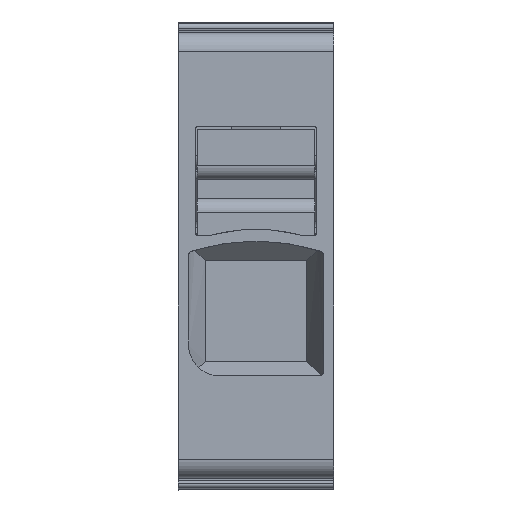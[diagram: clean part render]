
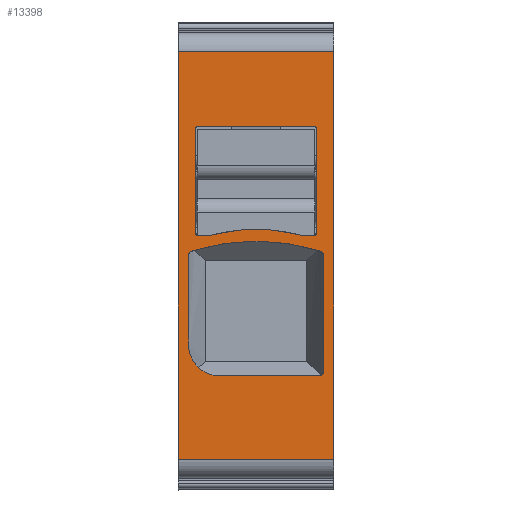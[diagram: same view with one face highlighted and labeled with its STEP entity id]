
A CAD part, top view. The second image highlights one B-rep face of the part: STEP entity #13398.
In plain terms, the highlighted planar face has unit normal (0, 0, 1).
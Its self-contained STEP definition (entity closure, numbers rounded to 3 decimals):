
#6244=AXIS2_PLACEMENT_3D('Circle Axis2P3D',#6242,#6243,$) ;
#10239=AXIS2_PLACEMENT_3D('Circle Axis2P3D',#10237,#10238,$) ;
#10288=AXIS2_PLACEMENT_3D('Circle Axis2P3D',#10286,#10287,$) ;
#10312=AXIS2_PLACEMENT_3D('Circle Axis2P3D',#10310,#10311,$) ;
#10338=AXIS2_PLACEMENT_3D('Circle Axis2P3D',#10336,#10337,$) ;
#10386=AXIS2_PLACEMENT_3D('Circle Axis2P3D',#10384,#10385,$) ;
#10435=AXIS2_PLACEMENT_3D('Circle Axis2P3D',#10433,#10434,$) ;
#10461=AXIS2_PLACEMENT_3D('Circle Axis2P3D',#10459,#10460,$) ;
#10485=AXIS2_PLACEMENT_3D('Circle Axis2P3D',#10483,#10484,$) ;
#11364=AXIS2_PLACEMENT_3D('Circle Axis2P3D',#11362,#11363,$) ;
#11416=AXIS2_PLACEMENT_3D('Circle Axis2P3D',#11414,#11415,$) ;
#11466=AXIS2_PLACEMENT_3D('Circle Axis2P3D',#11464,#11465,$) ;
#13364=AXIS2_PLACEMENT_3D('Plane Axis2P3D',#13361,#13362,#13363) ;
#6239=CARTESIAN_POINT('Vertex',(7.1,13.2,50.95)) ;
#6242=CARTESIAN_POINT('Axis2P3D Location',(7.1,13.3,50.95)) ;
#6246=CARTESIAN_POINT('Vertex',(7.2,13.3,50.95)) ;
#10166=CARTESIAN_POINT('Line Origine',(4.4,22.725,50.95)) ;
#10170=CARTESIAN_POINT('Vertex',(0.05,22.725,50.95)) ;
#10172=CARTESIAN_POINT('Vertex',(8.1,22.725,50.95)) ;
#10210=CARTESIAN_POINT('Vertex',(2.15,5.9,50.95)) ;
#10213=CARTESIAN_POINT('Line Origine',(4.75,5.9,50.95)) ;
#10217=CARTESIAN_POINT('Vertex',(7.35,5.9,50.95)) ;
#10237=CARTESIAN_POINT('Axis2P3D Location',(7.35,6.1,50.95)) ;
#10241=CARTESIAN_POINT('Vertex',(7.55,6.1,50.95)) ;
#10262=CARTESIAN_POINT('Line Origine',(7.55,9.142,50.95)) ;
#10266=CARTESIAN_POINT('Vertex',(7.55,12.183,50.95)) ;
#10286=CARTESIAN_POINT('Axis2P3D Location',(7.35,12.183,50.95)) ;
#10290=CARTESIAN_POINT('Vertex',(7.411,12.374,50.95)) ;
#10310=CARTESIAN_POINT('Axis2P3D Location',(4.05,1.9,50.95)) ;
#10314=CARTESIAN_POINT('Vertex',(0.689,12.374,50.95)) ;
#10336=CARTESIAN_POINT('Axis2P3D Location',(0.75,12.183,50.95)) ;
#10340=CARTESIAN_POINT('Vertex',(0.55,12.183,50.95)) ;
#10364=CARTESIAN_POINT('Vertex',(0.55,7.5,50.95)) ;
#10367=CARTESIAN_POINT('Line Origine',(0.55,9.842,50.95)) ;
#10384=CARTESIAN_POINT('Axis2P3D Location',(2.15,7.5,50.95)) ;
#10406=CARTESIAN_POINT('Vertex',(1.,13.2,50.95)) ;
#10409=CARTESIAN_POINT('Line Origine',(1.35,13.2,50.95)) ;
#10413=CARTESIAN_POINT('Vertex',(1.7,13.2,50.95)) ;
#10433=CARTESIAN_POINT('Axis2P3D Location',(5.329,-1.56,50.95)) ;
#10437=CARTESIAN_POINT('Vertex',(2.511,13.376,50.95)) ;
#10459=CARTESIAN_POINT('Axis2P3D Location',(4.05,5.22,50.95)) ;
#10463=CARTESIAN_POINT('Vertex',(5.589,13.376,50.95)) ;
#10483=CARTESIAN_POINT('Axis2P3D Location',(2.771,-1.56,50.95)) ;
#10487=CARTESIAN_POINT('Vertex',(6.4,13.2,50.95)) ;
#10504=CARTESIAN_POINT('Line Origine',(6.75,13.2,50.95)) ;
#10521=CARTESIAN_POINT('Line Origine',(7.2,16.025,50.95)) ;
#10525=CARTESIAN_POINT('Vertex',(7.2,18.75,50.95)) ;
#10579=CARTESIAN_POINT('Vertex',(0.,1.575,50.95)) ;
#10583=CARTESIAN_POINT('Control Point',(0.,22.725,50.95)) ;
#10584=CARTESIAN_POINT('Control Point',(0.,18.495,50.95)) ;
#10585=CARTESIAN_POINT('Control Point',(0.,14.265,50.95)) ;
#10586=CARTESIAN_POINT('Control Point',(0.,10.035,50.95)) ;
#10587=CARTESIAN_POINT('Control Point',(0.,5.805,50.95)) ;
#10588=CARTESIAN_POINT('Control Point',(0.,1.575,50.95)) ;
#10589=CARTESIAN_POINT('Vertex',(0.,22.725,50.95)) ;
#11362=CARTESIAN_POINT('Axis2P3D Location',(7.1,18.75,50.95)) ;
#11366=CARTESIAN_POINT('Vertex',(7.1,18.85,50.95)) ;
#11386=CARTESIAN_POINT('Line Origine',(4.05,18.85,50.95)) ;
#11390=CARTESIAN_POINT('Vertex',(1.,18.85,50.95)) ;
#11414=CARTESIAN_POINT('Axis2P3D Location',(1.,18.75,50.95)) ;
#11418=CARTESIAN_POINT('Vertex',(0.9,18.75,50.95)) ;
#11433=CARTESIAN_POINT('Line Origine',(0.9,16.025,50.95)) ;
#11437=CARTESIAN_POINT('Vertex',(0.9,13.3,50.95)) ;
#11464=CARTESIAN_POINT('Axis2P3D Location',(1.,13.3,50.95)) ;
#11494=CARTESIAN_POINT('Vertex',(8.1,1.575,50.95)) ;
#11497=CARTESIAN_POINT('Line Origine',(4.4,1.575,50.95)) ;
#11501=CARTESIAN_POINT('Vertex',(0.05,1.575,50.95)) ;
#11685=CARTESIAN_POINT('Line Origine',(8.1,12.15,50.95)) ;
#11872=CARTESIAN_POINT('Line Origine',(0.025,1.575,50.95)) ;
#11894=CARTESIAN_POINT('Line Origine',(0.025,22.725,50.95)) ;
#13361=CARTESIAN_POINT('Axis2P3D Location',(0.,8.3,50.95)) ;
#6243=DIRECTION('Axis2P3D Direction',(0.,0.,-1.)) ;
#10167=DIRECTION('Vector Direction',(1.,0.,0.)) ;
#10214=DIRECTION('Vector Direction',(1.,0.,0.)) ;
#10238=DIRECTION('Axis2P3D Direction',(0.,0.,-1.)) ;
#10263=DIRECTION('Vector Direction',(0.,-1.,0.)) ;
#10287=DIRECTION('Axis2P3D Direction',(0.,0.,-1.)) ;
#10311=DIRECTION('Axis2P3D Direction',(0.,0.,-1.)) ;
#10337=DIRECTION('Axis2P3D Direction',(0.,0.,-1.)) ;
#10368=DIRECTION('Vector Direction',(0.,-1.,0.)) ;
#10385=DIRECTION('Axis2P3D Direction',(0.,0.,-1.)) ;
#10410=DIRECTION('Vector Direction',(-1.,0.,0.)) ;
#10434=DIRECTION('Axis2P3D Direction',(0.,0.,-1.)) ;
#10460=DIRECTION('Axis2P3D Direction',(0.,0.,-1.)) ;
#10484=DIRECTION('Axis2P3D Direction',(0.,0.,-1.)) ;
#10505=DIRECTION('Vector Direction',(-1.,0.,0.)) ;
#10522=DIRECTION('Vector Direction',(0.,1.,0.)) ;
#11363=DIRECTION('Axis2P3D Direction',(0.,0.,-1.)) ;
#11387=DIRECTION('Vector Direction',(-1.,0.,0.)) ;
#11415=DIRECTION('Axis2P3D Direction',(0.,0.,-1.)) ;
#11434=DIRECTION('Vector Direction',(0.,1.,0.)) ;
#11465=DIRECTION('Axis2P3D Direction',(-0.,0.,-1.)) ;
#11498=DIRECTION('Vector Direction',(1.,0.,0.)) ;
#11686=DIRECTION('Vector Direction',(0.,-1.,0.)) ;
#11873=DIRECTION('Vector Direction',(-1.,0.,0.)) ;
#11895=DIRECTION('Vector Direction',(-1.,0.,0.)) ;
#13362=DIRECTION('Axis2P3D Direction',(0.,0.,-1.)) ;
#13363=DIRECTION('Axis2P3D XDirection',(1.,0.,0.)) ;
#10168=VECTOR('Line Direction',#10167,1.) ;
#10215=VECTOR('Line Direction',#10214,1.) ;
#10264=VECTOR('Line Direction',#10263,1.) ;
#10369=VECTOR('Line Direction',#10368,1.) ;
#10411=VECTOR('Line Direction',#10410,1.) ;
#10506=VECTOR('Line Direction',#10505,1.) ;
#10523=VECTOR('Line Direction',#10522,1.) ;
#11388=VECTOR('Line Direction',#11387,1.) ;
#11435=VECTOR('Line Direction',#11434,1.) ;
#11499=VECTOR('Line Direction',#11498,1.) ;
#11687=VECTOR('Line Direction',#11686,1.) ;
#11874=VECTOR('Line Direction',#11873,1.) ;
#11896=VECTOR('Line Direction',#11895,1.) ;
#13367=ORIENTED_EDGE('',*,*,#11876,.F.) ;
#13368=ORIENTED_EDGE('',*,*,#11503,.T.) ;
#13369=ORIENTED_EDGE('',*,*,#11689,.F.) ;
#13370=ORIENTED_EDGE('',*,*,#10174,.F.) ;
#13371=ORIENTED_EDGE('',*,*,#11898,.T.) ;
#13372=ORIENTED_EDGE('',*,*,#10591,.F.) ;
#13375=ORIENTED_EDGE('',*,*,#10415,.T.) ;
#13376=ORIENTED_EDGE('',*,*,#11468,.F.) ;
#13377=ORIENTED_EDGE('',*,*,#11439,.T.) ;
#13378=ORIENTED_EDGE('',*,*,#11420,.F.) ;
#13379=ORIENTED_EDGE('',*,*,#11392,.F.) ;
#13380=ORIENTED_EDGE('',*,*,#11368,.F.) ;
#13381=ORIENTED_EDGE('',*,*,#10527,.F.) ;
#13382=ORIENTED_EDGE('',*,*,#6248,.F.) ;
#13383=ORIENTED_EDGE('',*,*,#10508,.T.) ;
#13384=ORIENTED_EDGE('',*,*,#10489,.T.) ;
#13385=ORIENTED_EDGE('',*,*,#10465,.T.) ;
#13386=ORIENTED_EDGE('',*,*,#10439,.T.) ;
#13389=ORIENTED_EDGE('',*,*,#10219,.F.) ;
#13390=ORIENTED_EDGE('',*,*,#10388,.F.) ;
#13391=ORIENTED_EDGE('',*,*,#10371,.F.) ;
#13392=ORIENTED_EDGE('',*,*,#10342,.F.) ;
#13393=ORIENTED_EDGE('',*,*,#10316,.F.) ;
#13394=ORIENTED_EDGE('',*,*,#10292,.F.) ;
#13395=ORIENTED_EDGE('',*,*,#10268,.T.) ;
#13396=ORIENTED_EDGE('',*,*,#10243,.F.) ;
#13387=FACE_BOUND('',#13374,.T.) ;
#13397=FACE_BOUND('',#13388,.T.) ;
#13398=ADVANCED_FACE('MLD_APG_6_L.1\\MLD_APG_6_L',(#13373,#13387,#13397),#13365,.F.) ;
#10582=B_SPLINE_CURVE_WITH_KNOTS('',5,(#10583,#10584,#10585,#10586,#10587,#10588),.UNSPECIFIED.,.F.,.U.,(6,6),(0.,21.15),.UNSPECIFIED.) ;
#6245=CIRCLE('generated circle',#6244,0.1) ;
#10240=CIRCLE('generated circle',#10239,0.2) ;
#10289=CIRCLE('generated circle',#10288,0.2) ;
#10313=CIRCLE('generated circle',#10312,11.) ;
#10339=CIRCLE('generated circle',#10338,0.2) ;
#10387=CIRCLE('generated circle',#10386,1.6) ;
#10436=CIRCLE('generated circle',#10435,15.2) ;
#10462=CIRCLE('generated circle',#10461,8.3) ;
#10486=CIRCLE('generated circle',#10485,15.2) ;
#11365=CIRCLE('generated circle',#11364,0.1) ;
#11417=CIRCLE('generated circle',#11416,0.1) ;
#11467=CIRCLE('generated circle',#11466,0.1) ;
#6248=EDGE_CURVE('',#6240,#6247,#6245,.F.) ;
#10174=EDGE_CURVE('',#10171,#10173,#10169,.T.) ;
#10219=EDGE_CURVE('',#10211,#10218,#10216,.T.) ;
#10243=EDGE_CURVE('',#10218,#10242,#10240,.F.) ;
#10268=EDGE_CURVE('',#10267,#10242,#10265,.T.) ;
#10292=EDGE_CURVE('',#10267,#10291,#10289,.F.) ;
#10316=EDGE_CURVE('',#10291,#10315,#10313,.F.) ;
#10342=EDGE_CURVE('',#10315,#10341,#10339,.F.) ;
#10371=EDGE_CURVE('',#10341,#10365,#10370,.T.) ;
#10388=EDGE_CURVE('',#10365,#10211,#10387,.F.) ;
#10415=EDGE_CURVE('',#10414,#10407,#10412,.T.) ;
#10439=EDGE_CURVE('',#10438,#10414,#10436,.F.) ;
#10465=EDGE_CURVE('',#10464,#10438,#10462,.F.) ;
#10489=EDGE_CURVE('',#10488,#10464,#10486,.F.) ;
#10508=EDGE_CURVE('',#6240,#10488,#10507,.T.) ;
#10527=EDGE_CURVE('',#6247,#10526,#10524,.T.) ;
#10591=EDGE_CURVE('',#10580,#10590,#10582,.F.) ;
#11368=EDGE_CURVE('',#10526,#11367,#11365,.F.) ;
#11392=EDGE_CURVE('',#11367,#11391,#11389,.T.) ;
#11420=EDGE_CURVE('',#11391,#11419,#11417,.F.) ;
#11439=EDGE_CURVE('',#11438,#11419,#11436,.T.) ;
#11468=EDGE_CURVE('',#11438,#10407,#11467,.F.) ;
#11503=EDGE_CURVE('',#11502,#11495,#11500,.T.) ;
#11689=EDGE_CURVE('',#10173,#11495,#11688,.T.) ;
#11876=EDGE_CURVE('',#11502,#10580,#11875,.T.) ;
#11898=EDGE_CURVE('',#10171,#10590,#11897,.T.) ;
#13366=EDGE_LOOP('',(#13367,#13368,#13369,#13370,#13371,#13372)) ;
#13374=EDGE_LOOP('',(#13375,#13376,#13377,#13378,#13379,#13380,#13381,#13382,#13383,#13384,#13385,#13386)) ;
#13388=EDGE_LOOP('',(#13389,#13390,#13391,#13392,#13393,#13394,#13395,#13396)) ;
#13373=FACE_OUTER_BOUND('',#13366,.T.) ;
#10169=LINE('Line',#10166,#10168) ;
#10216=LINE('Line',#10213,#10215) ;
#10265=LINE('Line',#10262,#10264) ;
#10370=LINE('Line',#10367,#10369) ;
#10412=LINE('Line',#10409,#10411) ;
#10507=LINE('Line',#10504,#10506) ;
#10524=LINE('Line',#10521,#10523) ;
#11389=LINE('Line',#11386,#11388) ;
#11436=LINE('Line',#11433,#11435) ;
#11500=LINE('Line',#11497,#11499) ;
#11688=LINE('Line',#11685,#11687) ;
#11875=LINE('Line',#11872,#11874) ;
#11897=LINE('Line',#11894,#11896) ;
#13365=PLANE('',#13364) ;
#6240=VERTEX_POINT('',#6239) ;
#6247=VERTEX_POINT('',#6246) ;
#10171=VERTEX_POINT('',#10170) ;
#10173=VERTEX_POINT('',#10172) ;
#10211=VERTEX_POINT('',#10210) ;
#10218=VERTEX_POINT('',#10217) ;
#10242=VERTEX_POINT('',#10241) ;
#10267=VERTEX_POINT('',#10266) ;
#10291=VERTEX_POINT('',#10290) ;
#10315=VERTEX_POINT('',#10314) ;
#10341=VERTEX_POINT('',#10340) ;
#10365=VERTEX_POINT('',#10364) ;
#10407=VERTEX_POINT('',#10406) ;
#10414=VERTEX_POINT('',#10413) ;
#10438=VERTEX_POINT('',#10437) ;
#10464=VERTEX_POINT('',#10463) ;
#10488=VERTEX_POINT('',#10487) ;
#10526=VERTEX_POINT('',#10525) ;
#10580=VERTEX_POINT('',#10579) ;
#10590=VERTEX_POINT('',#10589) ;
#11367=VERTEX_POINT('',#11366) ;
#11391=VERTEX_POINT('',#11390) ;
#11419=VERTEX_POINT('',#11418) ;
#11438=VERTEX_POINT('',#11437) ;
#11495=VERTEX_POINT('',#11494) ;
#11502=VERTEX_POINT('',#11501) ;
